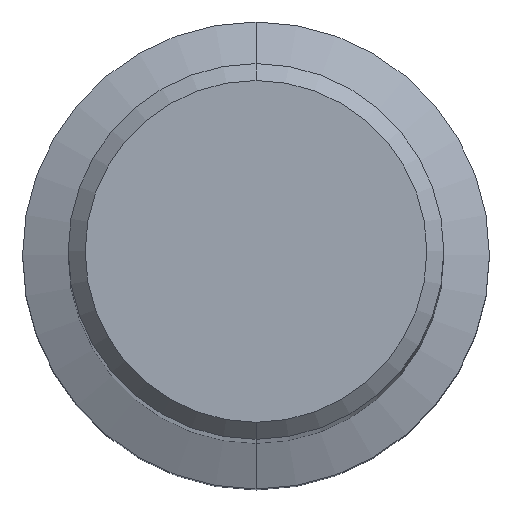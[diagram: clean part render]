
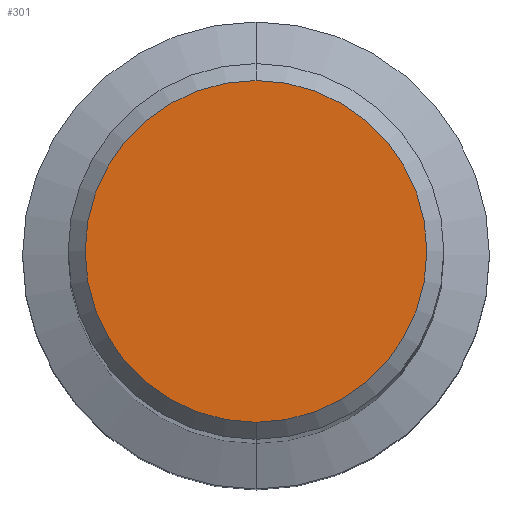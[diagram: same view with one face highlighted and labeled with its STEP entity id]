
A CAD part, top view. The second image highlights one B-rep face of the part: STEP entity #301.
In plain terms, the highlighted planar face has unit normal (0, 0, 1).
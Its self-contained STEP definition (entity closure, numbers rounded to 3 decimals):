
#211=EDGE_CURVE('',#423,#273,#566,.T.);
#273=VERTEX_POINT('',#634);
#301=ADVANCED_FACE('',(#666),#667,.T.);
#423=VERTEX_POINT('',#802);
#455=EDGE_CURVE('',#273,#423,#835,.T.);
#566=CIRCLE('',#979,8.05);
#634=CARTESIAN_POINT('',(0.,-8.05,0.0));
#666=FACE_OUTER_BOUND('',#1154,.T.);
#667=PLANE('',#1155);
#802=CARTESIAN_POINT('',(0.0,8.05,0.0));
#835=CIRCLE('',#1501,8.05);
#979=AXIS2_PLACEMENT_3D('',#1709,#1710,#1711);
#1154=EDGE_LOOP('',(#1832,#1833));
#1155=AXIS2_PLACEMENT_3D('',#1834,#1835,#1836);
#1501=AXIS2_PLACEMENT_3D('',#2007,#2008,#2009);
#1709=CARTESIAN_POINT('',(0.0,0.0,0.0));
#1710=DIRECTION('',(0.0,0.0,-1.0));
#1711=DIRECTION('',(0.0,1.0,0.0));
#1832=ORIENTED_EDGE('',*,*,#211,.F.);
#1833=ORIENTED_EDGE('',*,*,#455,.F.);
#1834=CARTESIAN_POINT('',(0.0,4.025,0.0));
#1835=DIRECTION('',(-0.0,0.0,1.0));
#1836=DIRECTION('',(0.0,-1.0,0.0));
#2007=CARTESIAN_POINT('',(0.0,0.0,0.0));
#2008=DIRECTION('',(0.0,0.0,-1.0));
#2009=DIRECTION('',(0.0,1.0,0.0));
